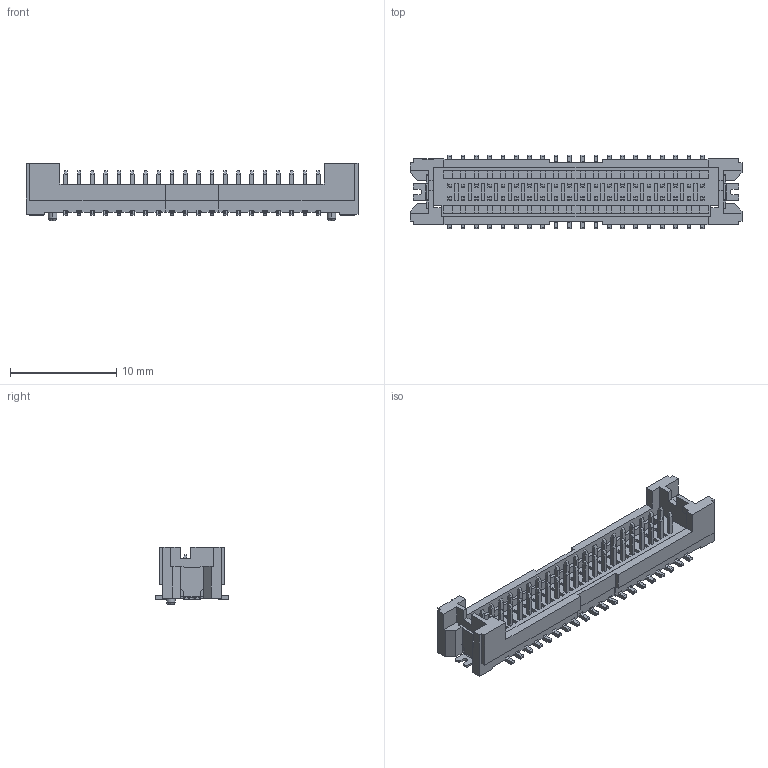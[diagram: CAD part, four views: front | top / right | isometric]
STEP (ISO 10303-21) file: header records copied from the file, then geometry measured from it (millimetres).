
FILE_DESCRIPTION((''),'2;1');
FILE_NAME('FWF12511-D40','2019-02-21T',('gongcheng6'),(''),'PRO/ENGINEER BY PARAMETRIC TECHNOLOGY CORPORATION, 2010280','PRO/ENGINEER BY PARAMETRIC TECHNOLOGY CORPORATION, 2010280','');
FILE_SCHEMA(('CONFIG_CONTROL_DESIGN'));
Length unit declared in the file: millimetre
Products named in the file (1): FWF12511-D40
Bounding box: 31.25 x 6.95 x 5.4 mm (x, y, z)
Volume: 341.3 mm3; surface area: 1235.7 mm2
Topology: 1 solids, 1 shells, 1630 faces, 4449 edges, 2874 vertices
Faces by surface type: plane 1528, cylinder 98, bspline 4
Entity records: 50403 total; most frequent: CARTESIAN_POINT 9061, ORIENTED_EDGE 8898, DIRECTION 7905, EDGE_CURVE 4449, VECTOR 4245, LINE 4245, VERTEX_POINT 2874, AXIS2_PLACEMENT_3D 1830
